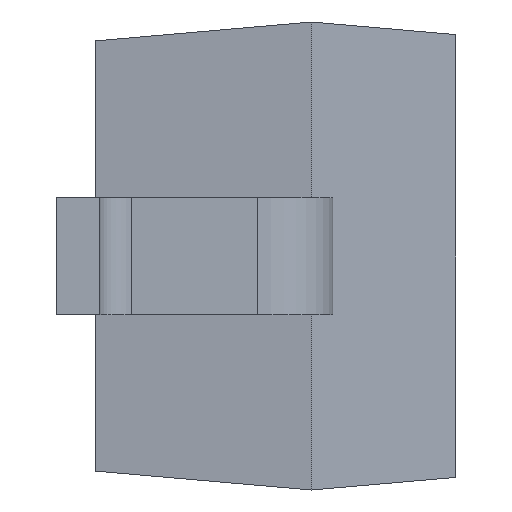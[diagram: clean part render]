
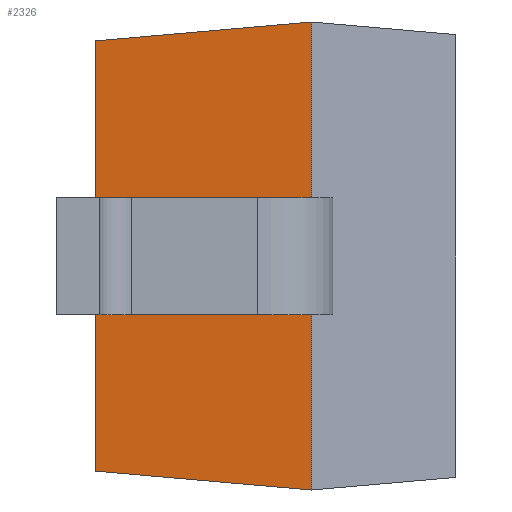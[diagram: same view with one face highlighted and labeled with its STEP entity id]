
A CAD part, left-side view. The second image highlights one B-rep face of the part: STEP entity #2326.
In plain terms, the highlighted planar face has unit normal (-0.996, 0.087, 0).
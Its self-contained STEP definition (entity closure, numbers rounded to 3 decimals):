
#28 = LINE ( 'NONE', #1268, #60 ) ;
#50 = EDGE_CURVE ( 'NONE', #2876, #3497, #1117, .T. ) ;
#60 = VECTOR ( 'NONE', #3595, 1000. ) ;
#246 = VECTOR ( 'NONE', #3298, 1000. ) ;
#288 = DIRECTION ( 'NONE',  ( -0.087, -0.996, 0. ) ) ;
#325 = ORIENTED_EDGE ( 'NONE', *, *, #533, .F. ) ;
#334 = FACE_OUTER_BOUND ( 'NONE', #1023, .T. ) ;
#369 = LINE ( 'NONE', #3833, #2286 ) ;
#380 = CARTESIAN_POINT ( 'NONE',  ( -0.798, 0.6, 0.598 ) ) ;
#422 = AXIS2_PLACEMENT_3D ( 'NONE', #3687, #3079, #288 ) ;
#533 = EDGE_CURVE ( 'NONE', #1082, #2876, #28, .T. ) ;
#1023 = EDGE_LOOP ( 'NONE', ( #1459, #2636, #325, #3174 ) ) ;
#1082 = VERTEX_POINT ( 'NONE', #3661 ) ;
#1117 = LINE ( 'NONE', #2027, #246 ) ;
#1187 = CARTESIAN_POINT ( 'NONE',  ( -0.85, 0., 0.65 ) ) ;
#1268 = CARTESIAN_POINT ( 'NONE',  ( -0.798, 0.6, -0.65 ) ) ;
#1311 = DIRECTION ( 'NONE',  ( 0., 0., 1. ) ) ;
#1459 = ORIENTED_EDGE ( 'NONE', *, *, #3516, .T. ) ;
#1541 = EDGE_CURVE ( 'NONE', #1082, #2796, #3891, .T. ) ;
#1742 = DIRECTION ( 'NONE',  ( -0.087, -0.992, -0.087 ) ) ;
#1967 = CARTESIAN_POINT ( 'NONE',  ( -0.85, 0., -0.65 ) ) ;
#2027 = CARTESIAN_POINT ( 'NONE',  ( -0.85, 0., 0.65 ) ) ;
#2286 = VECTOR ( 'NONE', #1311, 1000. ) ;
#2326 = ADVANCED_FACE ( 'NONE', ( #334 ), #2457, .T. ) ;
#2457 = PLANE ( 'NONE',  #422 ) ;
#2636 = ORIENTED_EDGE ( 'NONE', *, *, #50, .F. ) ;
#2695 = VECTOR ( 'NONE', #1742, 1000. ) ;
#2796 = VERTEX_POINT ( 'NONE', #3647 ) ;
#2876 = VERTEX_POINT ( 'NONE', #380 ) ;
#3079 = DIRECTION ( 'NONE',  ( -0.996, 0.087, 0. ) ) ;
#3174 = ORIENTED_EDGE ( 'NONE', *, *, #1541, .T. ) ;
#3298 = DIRECTION ( 'NONE',  ( -0.087, -0.992, 0.087 ) ) ;
#3497 = VERTEX_POINT ( 'NONE', #1187 ) ;
#3516 = EDGE_CURVE ( 'NONE', #2796, #3497, #369, .T. ) ;
#3595 = DIRECTION ( 'NONE',  ( 0., 0., 1. ) ) ;
#3647 = CARTESIAN_POINT ( 'NONE',  ( -0.85, 0., -0.65 ) ) ;
#3661 = CARTESIAN_POINT ( 'NONE',  ( -0.798, 0.6, -0.598 ) ) ;
#3687 = CARTESIAN_POINT ( 'NONE',  ( -0.85, 0., -0.65 ) ) ;
#3833 = CARTESIAN_POINT ( 'NONE',  ( -0.85, 0., -0.65 ) ) ;
#3891 = LINE ( 'NONE', #1967, #2695 ) ;
